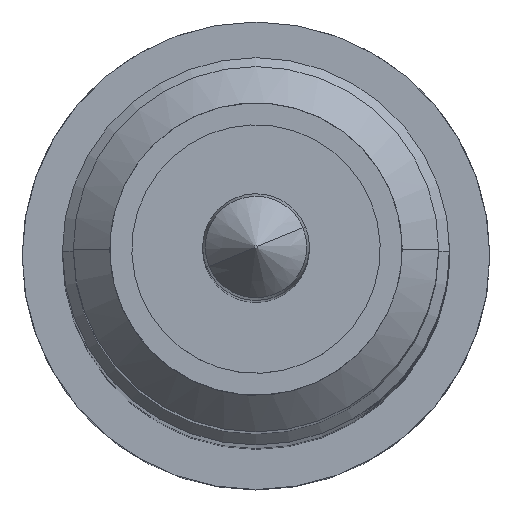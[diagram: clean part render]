
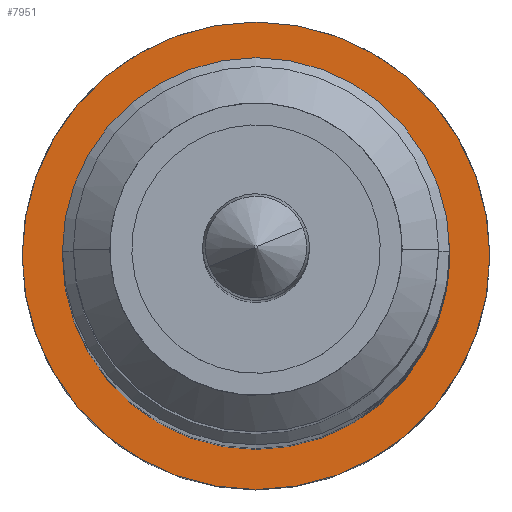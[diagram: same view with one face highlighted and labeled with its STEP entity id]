
A CAD part, top view. The second image highlights one B-rep face of the part: STEP entity #7951.
In plain terms, the highlighted planar face has unit normal (0, 0, 1).
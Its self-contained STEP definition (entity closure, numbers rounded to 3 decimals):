
#66 = CARTESIAN_POINT ( 'NONE',  ( 0., 0., 2. ) ) ;
#67 = DIRECTION ( 'NONE',  ( 0., 0., -1. ) ) ;
#68 = DIRECTION ( 'NONE',  ( 1., 0., 0. ) ) ;
#358 = CARTESIAN_POINT ( 'NONE',  ( 0., 0., 2. ) ) ;
#359 = DIRECTION ( 'NONE',  ( 0., 0., -1. ) ) ;
#360 = DIRECTION ( 'NONE',  ( 1., 0., 0. ) ) ;
#647 = CARTESIAN_POINT ( 'NONE',  ( 0., 0., 2. ) ) ;
#648 = DIRECTION ( 'NONE',  ( 0., 0., -1. ) ) ;
#649 = DIRECTION ( 'NONE',  ( 1., 0., 0. ) ) ;
#1462 = DIRECTION ( 'NONE',  ( 0., 0., -1. ) ) ;
#1463 = DIRECTION ( 'NONE',  ( 1., 0., 0. ) ) ;
#2349 = AXIS2_PLACEMENT_3D ( 'NONE', #358, #359, #360 ) ;
#2394 = CIRCLE ( 'NONE', #2467, 1.6 ) ;
#2406 = CIRCLE ( 'NONE', #2349, 1.6 ) ;
#2467 = AXIS2_PLACEMENT_3D ( 'NONE', #647, #648, #649 ) ;
#3494 = FACE_OUTER_BOUND ( 'NONE', #10570, .T. ) ;
#3495 = FACE_BOUND ( 'NONE', #10559, .T. ) ;
#3496 = PLANE ( 'NONE',  #8014 ) ;
#3497 = CARTESIAN_POINT ( 'NONE',  ( 0., -1.6, 2. ) ) ;
#3498 = DIRECTION ( 'NONE',  ( 0., 0., -1. ) ) ;
#3499 = DIRECTION ( 'NONE',  ( 1., 0., 0. ) ) ;
#6676 = CARTESIAN_POINT ( 'NONE',  ( -1.6, 0., 2. ) ) ;
#6787 = CARTESIAN_POINT ( 'NONE',  ( 1.6, 0., 2. ) ) ;
#6828 = CARTESIAN_POINT ( 'NONE',  ( 1.325, 0., 2. ) ) ;
#6959 = CARTESIAN_POINT ( 'NONE',  ( -1.325, 0., 2. ) ) ;
#7402 = EDGE_CURVE ( 'NONE', #10110, #10241, #8629, .T. ) ;
#7445 = EDGE_CURVE ( 'NONE', #9532, #9500, #2406, .T. ) ;
#7498 = EDGE_CURVE ( 'NONE', #9500, #9532, #2394, .T. ) ;
#7649 = EDGE_CURVE ( 'NONE', #10241, #10110, #8148, .T. ) ;
#7951 = ADVANCED_FACE ( 'NONE', ( #3494, #3495 ), #3496, .F. ) ;
#8014 = AXIS2_PLACEMENT_3D ( 'NONE', #3497, #3498, #3499 ) ;
#8114 = AXIS2_PLACEMENT_3D ( 'NONE', #9247, #1462, #1463 ) ;
#8148 = CIRCLE ( 'NONE', #8114, 1.325 ) ;
#8629 = CIRCLE ( 'NONE', #8676, 1.325 ) ;
#8676 = AXIS2_PLACEMENT_3D ( 'NONE', #66, #67, #68 ) ;
#9247 = CARTESIAN_POINT ( 'NONE',  ( 0., 0., 2. ) ) ;
#9500 = VERTEX_POINT ( 'NONE', #6676 ) ;
#9532 = VERTEX_POINT ( 'NONE', #6787 ) ;
#9653 = ORIENTED_EDGE ( 'NONE', *, *, #7445, .F. ) ;
#9684 = ORIENTED_EDGE ( 'NONE', *, *, #7498, .F. ) ;
#9897 = ORIENTED_EDGE ( 'NONE', *, *, #7649, .T. ) ;
#9919 = ORIENTED_EDGE ( 'NONE', *, *, #7402, .T. ) ;
#10110 = VERTEX_POINT ( 'NONE', #6828 ) ;
#10241 = VERTEX_POINT ( 'NONE', #6959 ) ;
#10559 = EDGE_LOOP ( 'NONE', ( #9919, #9897 ) ) ;
#10570 = EDGE_LOOP ( 'NONE', ( #9653, #9684 ) ) ;
